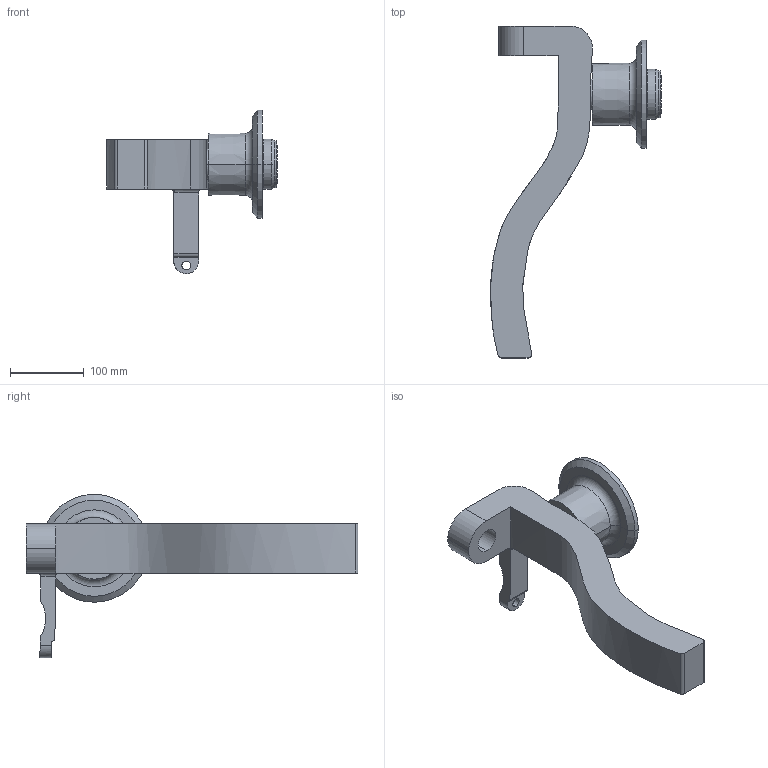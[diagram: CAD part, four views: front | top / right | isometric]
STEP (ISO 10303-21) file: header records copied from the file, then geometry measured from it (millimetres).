
FILE_DESCRIPTION (( 'STEP AP214' ), '1' );
FILE_NAME ('right_kncukle_steeirng.STEP', '2022-11-11T03:49:21', ( 'Lenovo' ), ( '' ), 'SwSTEP 2.0', 'SolidWorks 2021', '' );
FILE_SCHEMA (( 'AUTOMOTIVE_DESIGN' ));
Length unit declared in the file: millimetre
Products named in the file (1): right_kncukle_steeirng
Bounding box: 231.4 x 449.45 x 221.1 mm (x, y, z)
Volume: 2210333.6 mm3; surface area: 193975.9 mm2
Topology: 1 solids, 1 shells, 89 faces, 211 edges, 124 vertices
Faces by surface type: cone 34, cylinder 19, plane 18, torus 12, bspline 6
Entity records: 3937 total; most frequent: CARTESIAN_POINT 1866, DIRECTION 441, ORIENTED_EDGE 422, EDGE_CURVE 211, AXIS2_PLACEMENT_3D 171, VERTEX_POINT 124, VECTOR 99, LINE 99
